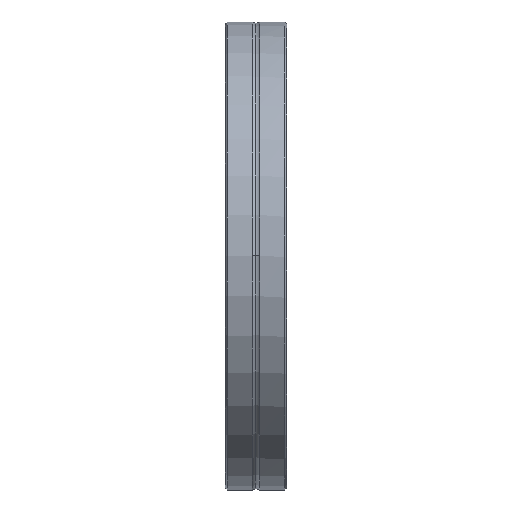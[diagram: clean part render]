
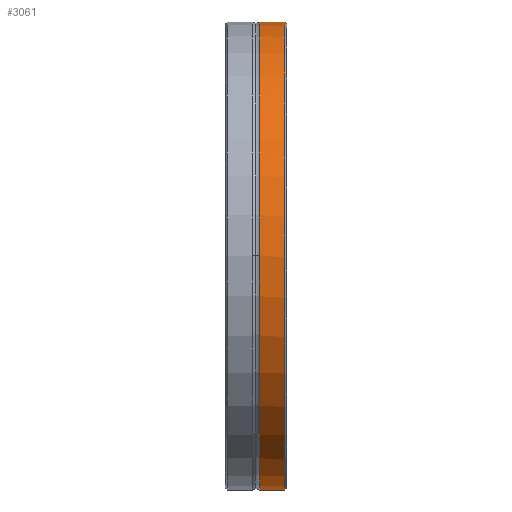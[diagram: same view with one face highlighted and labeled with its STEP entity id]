
A CAD part, top view. The second image highlights one B-rep face of the part: STEP entity #3061.
In plain terms, the highlighted cylindrical face has radius 76 mm (diameter 152 mm), a partial arc.
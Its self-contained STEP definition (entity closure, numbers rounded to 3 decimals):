
#345=CARTESIAN_POINT('',(19.4,-76.,0.));
#346=VERTEX_POINT('',#345);
#3004=CARTESIAN_POINT('',(10.,0.,0.0));
#3005=DIRECTION('',(1.0,0.,0.0));
#3006=DIRECTION('',(0.0,1.0,0.0));
#3007=AXIS2_PLACEMENT_3D('',#3004,#3005,#3006);
#3008=CYLINDRICAL_SURFACE('',#3007,76.);
#3009=CARTESIAN_POINT('',(11.2,76.,0.));
#3010=VERTEX_POINT('',#3009);
#3011=CARTESIAN_POINT('',(19.2,76.0,0.));
#3012=VERTEX_POINT('',#3011);
#3013=CARTESIAN_POINT('',(11.2,76.,0.));
#3014=DIRECTION('',(1.0,0.0,0.0));
#3015=VECTOR('',#3014,8.);
#3016=LINE('',#3013,#3015);
#3017=EDGE_CURVE('',#3010,#3012,#3016,.T.);
#3018=ORIENTED_EDGE('',*,*,#3017,.F.);
#3019=CARTESIAN_POINT('',(11.2,0.,76.));
#3020=VERTEX_POINT('',#3019);
#3021=CARTESIAN_POINT('',(11.2,0.,0.0));
#3022=DIRECTION('',(1.0,0.0,0.0));
#3023=DIRECTION('',(0.0,1.0,0.0));
#3024=AXIS2_PLACEMENT_3D('',#3021,#3022,#3023);
#3025=CIRCLE('',#3024,76.);
#3026=EDGE_CURVE('',#3010,#3020,#3025,.T.);
#3027=ORIENTED_EDGE('',*,*,#3026,.T.);
#3028=CARTESIAN_POINT('',(11.2,-76.,0.));
#3029=VERTEX_POINT('',#3028);
#3030=CARTESIAN_POINT('',(11.2,0.,0.0));
#3031=DIRECTION('',(1.0,0.0,0.0));
#3032=DIRECTION('',(0.0,1.0,0.0));
#3033=AXIS2_PLACEMENT_3D('',#3030,#3031,#3032);
#3034=CIRCLE('',#3033,76.);
#3035=EDGE_CURVE('',#3020,#3029,#3034,.T.);
#3036=ORIENTED_EDGE('',*,*,#3035,.T.);
#3037=CARTESIAN_POINT('',(19.4,-76.,0.));
#3038=DIRECTION('',(-1.0,0.0,0.0));
#3039=VECTOR('',#3038,8.2);
#3040=LINE('',#3037,#3039);
#3041=EDGE_CURVE('',#346,#3029,#3040,.T.);
#3042=ORIENTED_EDGE('',*,*,#3041,.F.);
#3043=CARTESIAN_POINT('',(19.4,75.992,1.077));
#3044=VERTEX_POINT('',#3043);
#3045=CARTESIAN_POINT('',(19.4,0.,0.0));
#3046=DIRECTION('',(1.0,0.0,0.0));
#3047=DIRECTION('',(0.0,-1.0,0.0));
#3048=AXIS2_PLACEMENT_3D('',#3045,#3046,#3047);
#3049=CIRCLE('',#3048,76.);
#3050=EDGE_CURVE('',#3044,#346,#3049,.T.);
#3051=ORIENTED_EDGE('',*,*,#3050,.F.);
#3052=CARTESIAN_POINT('',(19.4,75.992,1.077));
#3053=CARTESIAN_POINT('',(19.266,75.997,0.728));
#3054=CARTESIAN_POINT('',(19.2,76.0,0.353));
#3055=CARTESIAN_POINT('',(19.2,76.0,0.));
#3056=B_SPLINE_CURVE_WITH_KNOTS('',3,(#3052,#3053,#3054,#3055),.UNSPECIFIED.,.F.,.U.,(4,4),(1.25,1.356),.UNSPECIFIED.);
#3057=EDGE_CURVE('',#3044,#3012,#3056,.T.);
#3058=ORIENTED_EDGE('',*,*,#3057,.T.);
#3059=EDGE_LOOP('',(#3018,#3027,#3036,#3042,#3051,#3058));
#3060=FACE_OUTER_BOUND('',#3059,.T.);
#3061=ADVANCED_FACE('',(#3060),#3008,.T.);
